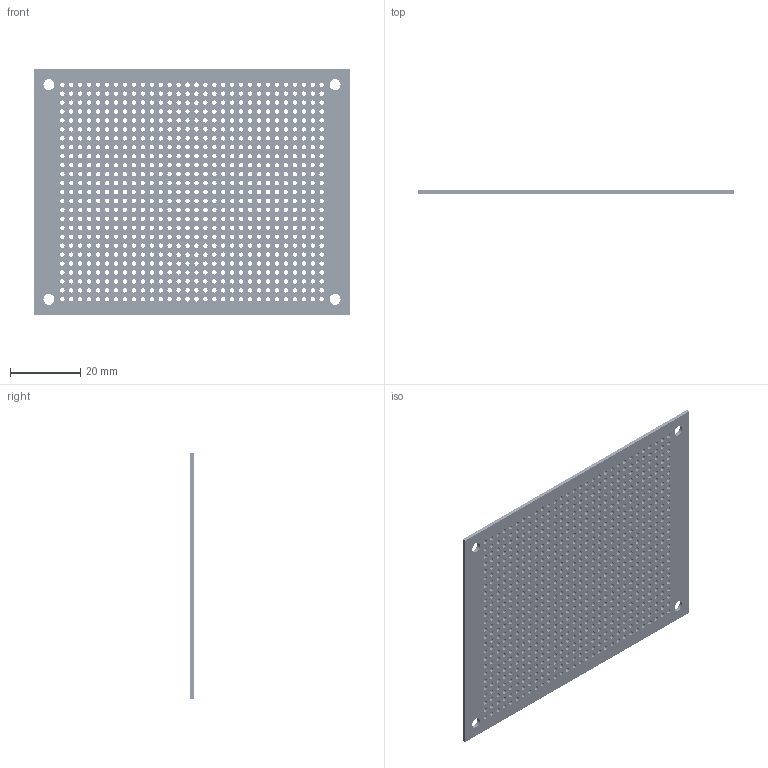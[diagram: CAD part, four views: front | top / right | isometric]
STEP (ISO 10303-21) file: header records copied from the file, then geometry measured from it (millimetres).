
FILE_DESCRIPTION(/* description */ (''),/* implementation_level */ '2;1');
FILE_NAME(/* name */ 'Adafruit_ProtoBoard.stp',/* time_stamp */ '2019-08-08T09:55:13-04:00',/* author */ ('jhernandez'),/* organization */ (''),/* preprocessor_version */ 'ST-DEVELOPER v16.13',/* originating_system */ 'Autodesk Inventor 2018',/* authorisation */ '');
FILE_SCHEMA (('AUTOMOTIVE_DESIGN { 1 0 10303 214 3 1 1 }'));
Length unit declared in the file: inch
Products named in the file (1): Adafruit_ProtoBoard
Bounding box: 90 x 1.05 x 70 mm (x, y, z)
Volume: 5468 mm3; surface area: 14432.4 mm2
Topology: 1 solids, 1 shells, 2390 faces, 4836 edges, 3224 vertices
Faces by surface type: cylinder 1556, plane 834
Full cylindrical faces by diameter (mm): 1.25 x750, 2.25 x750, 3.099 x4
Entity records: 59664 total; most frequent: DIRECTION 11226, CARTESIAN_POINT 8947, ORIENTED_EDGE 6664, EDGE_LOOP 6178, AXIS2_PLACEMENT_3D 5503, FACE_BOUND 3788, EDGE_CURVE 3332, VERTEX_POINT 3224
